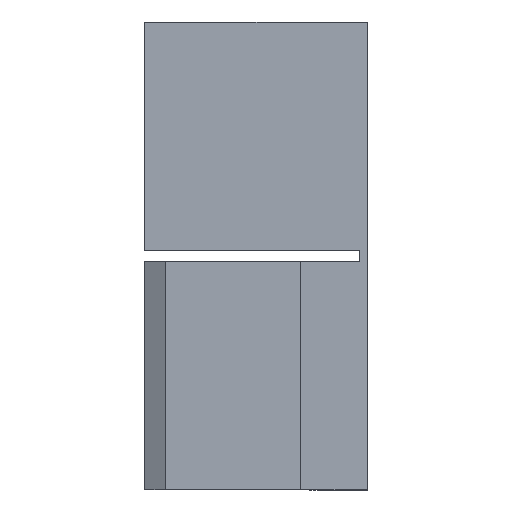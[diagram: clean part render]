
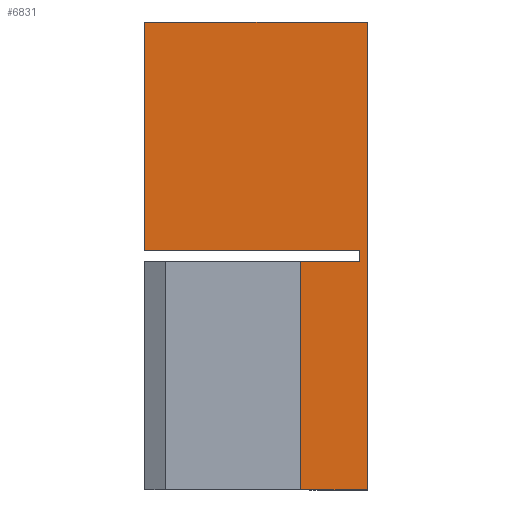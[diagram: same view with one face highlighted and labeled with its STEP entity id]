
A CAD part, left-side view. The second image highlights one B-rep face of the part: STEP entity #6831.
In plain terms, the highlighted planar face has unit normal (-1, 0, 0).
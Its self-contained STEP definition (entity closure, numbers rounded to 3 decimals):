
#29 = CARTESIAN_POINT ( 'NONE',  ( -45.75, 0., 10.5 ) ) ;
#352 = VECTOR ( 'NONE', #406, 1000. ) ;
#353 = CARTESIAN_POINT ( 'NONE',  ( -45.75, 0., -10.5 ) ) ;
#354 = LINE ( 'NONE', #353, #352 ) ;
#362 = CARTESIAN_POINT ( 'NONE',  ( -45.75, 0., -10.5 ) ) ;
#406 = DIRECTION ( 'NONE',  ( 0., -1., 0. ) ) ;
#428 = CARTESIAN_POINT ( 'NONE',  ( -45.75, 3., -10.5 ) ) ;
#499 = CARTESIAN_POINT ( 'NONE',  ( -45.75, 10., 0.25 ) ) ;
#631 = DIRECTION ( 'NONE',  ( 0., 1., 0. ) ) ;
#632 = VECTOR ( 'NONE', #631, 1000. ) ;
#634 = CARTESIAN_POINT ( 'NONE',  ( -45.75, -91.501, 0.25 ) ) ;
#683 = LINE ( 'NONE', #634, #632 ) ;
#745 = CARTESIAN_POINT ( 'NONE',  ( -45.75, 0.375, 0.25 ) ) ;
#856 = CARTESIAN_POINT ( 'NONE',  ( -45.75, 3., -0.25 ) ) ;
#1364 = DIRECTION ( 'NONE',  ( 0., 0., -1. ) ) ;
#1365 = VECTOR ( 'NONE', #1364, 1000. ) ;
#1366 = CARTESIAN_POINT ( 'NONE',  ( -45.75, 3., -10.5 ) ) ;
#1367 = LINE ( 'NONE', #1366, #1365 ) ;
#1501 = DIRECTION ( 'NONE',  ( 0., 0., -1. ) ) ;
#1502 = DIRECTION ( 'NONE',  ( 1., 0., 0. ) ) ;
#1506 = AXIS2_PLACEMENT_3D ( 'NONE', #1667, #1502, #1501 ) ;
#1507 = DIRECTION ( 'NONE',  ( 0., 0., -1. ) ) ;
#1508 = VECTOR ( 'NONE', #1507, 1000. ) ;
#1657 = PLANE ( 'NONE',  #1506 ) ;
#1665 = CARTESIAN_POINT ( 'NONE',  ( -45.75, 0., 10.5 ) ) ;
#1666 = LINE ( 'NONE', #1665, #1508 ) ;
#1667 = CARTESIAN_POINT ( 'NONE',  ( -45.75, 0., 10.5 ) ) ;
#1670 = FACE_OUTER_BOUND ( 'NONE', #6827, .T. ) ;
#2525 = DIRECTION ( 'NONE',  ( 0., 1., 0. ) ) ;
#2529 = CARTESIAN_POINT ( 'NONE',  ( -45.75, -91.501, -0.25 ) ) ;
#2530 = LINE ( 'NONE', #2529, #2537 ) ;
#2537 = VECTOR ( 'NONE', #2525, 1000. ) ;
#2938 = DIRECTION ( 'NONE',  ( 0., 0., -1. ) ) ;
#2939 = VECTOR ( 'NONE', #2938, 1000. ) ;
#2942 = CARTESIAN_POINT ( 'NONE',  ( -45.75, 0.375, 0.25 ) ) ;
#2943 = LINE ( 'NONE', #2942, #2939 ) ;
#2966 = DIRECTION ( 'NONE',  ( 0., 0., -1. ) ) ;
#2967 = CARTESIAN_POINT ( 'NONE',  ( -45.75, 0.375, -0.25 ) ) ;
#2972 = VECTOR ( 'NONE', #2966, 1000. ) ;
#2973 = CARTESIAN_POINT ( 'NONE',  ( -45.75, 10., 10.5 ) ) ;
#3052 = LINE ( 'NONE', #2973, #2972 ) ;
#4340 = DIRECTION ( 'NONE',  ( 0., -1., 0. ) ) ;
#4341 = VECTOR ( 'NONE', #4340, 1000. ) ;
#4342 = CARTESIAN_POINT ( 'NONE',  ( -45.75, 0., 10.5 ) ) ;
#4349 = LINE ( 'NONE', #4342, #4341 ) ;
#5727 = VERTEX_POINT ( 'NONE', #10751 ) ;
#5883 = EDGE_CURVE ( 'NONE', #5727, #5892, #4349, .T. ) ;
#5892 = VERTEX_POINT ( 'NONE', #29 ) ;
#6029 = VERTEX_POINT ( 'NONE', #362 ) ;
#6034 = EDGE_CURVE ( 'NONE', #6163, #6029, #354, .T. ) ;
#6075 = ORIENTED_EDGE ( 'NONE', *, *, #7721, .T. ) ;
#6163 = VERTEX_POINT ( 'NONE', #428 ) ;
#6184 = EDGE_CURVE ( 'NONE', #6319, #6220, #683, .T. ) ;
#6220 = VERTEX_POINT ( 'NONE', #499 ) ;
#6319 = VERTEX_POINT ( 'NONE', #745 ) ;
#6423 = ORIENTED_EDGE ( 'NONE', *, *, #6658, .T. ) ;
#6428 = VERTEX_POINT ( 'NONE', #856 ) ;
#6657 = ORIENTED_EDGE ( 'NONE', *, *, #5883, .F. ) ;
#6658 = EDGE_CURVE ( 'NONE', #6428, #6163, #1367, .T. ) ;
#6659 = ORIENTED_EDGE ( 'NONE', *, *, #6830, .F. ) ;
#6827 = EDGE_LOOP ( 'NONE', ( #6423, #6832, #6659, #6657, #6075, #7491, #7495, #7592 ) ) ;
#6830 = EDGE_CURVE ( 'NONE', #5892, #6029, #1666, .T. ) ;
#6831 = ADVANCED_FACE ( 'NONE', ( #1670 ), #1657, .F. ) ;
#6832 = ORIENTED_EDGE ( 'NONE', *, *, #6034, .T. ) ;
#7491 = ORIENTED_EDGE ( 'NONE', *, *, #6184, .F. ) ;
#7495 = ORIENTED_EDGE ( 'NONE', *, *, #7543, .T. ) ;
#7496 = EDGE_CURVE ( 'NONE', #7723, #6428, #2530, .T. ) ;
#7543 = EDGE_CURVE ( 'NONE', #6319, #7723, #2943, .T. ) ;
#7592 = ORIENTED_EDGE ( 'NONE', *, *, #7496, .T. ) ;
#7721 = EDGE_CURVE ( 'NONE', #5727, #6220, #3052, .T. ) ;
#7723 = VERTEX_POINT ( 'NONE', #2967 ) ;
#10751 = CARTESIAN_POINT ( 'NONE',  ( -45.75, 10., 10.5 ) ) ;
